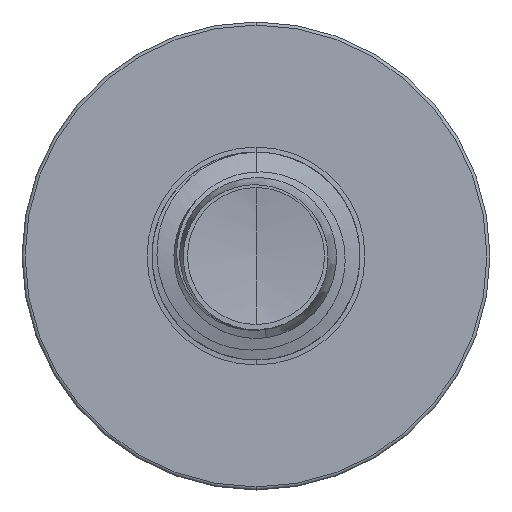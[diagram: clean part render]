
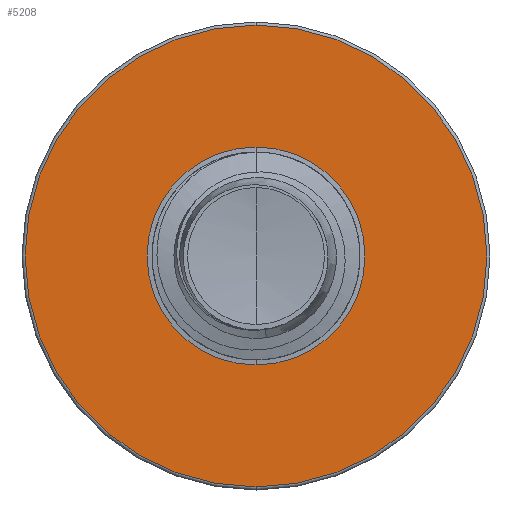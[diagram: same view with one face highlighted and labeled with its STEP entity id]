
A CAD part, front view. The second image highlights one B-rep face of the part: STEP entity #5208.
In plain terms, the highlighted planar face has unit normal (0, -1, 0).
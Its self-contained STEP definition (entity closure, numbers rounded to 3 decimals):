
#45 = DIRECTION ( 'NONE',  ( 0., 0., 1. ) ) ;
#64 = DIRECTION ( 'NONE',  ( 0., 1., 0. ) ) ;
#416 = ORIENTED_EDGE ( 'NONE', *, *, #15725, .F. ) ;
#655 = ORIENTED_EDGE ( 'NONE', *, *, #19306, .F. ) ;
#685 = EDGE_LOOP ( 'NONE', ( #922, #1967 ) ) ;
#922 = ORIENTED_EDGE ( 'NONE', *, *, #23384, .T. ) ;
#1359 = PLANE ( 'NONE',  #21529 ) ;
#1967 = ORIENTED_EDGE ( 'NONE', *, *, #13631, .T. ) ;
#3665 = DIRECTION ( 'NONE',  ( 0., 1., 0. ) ) ;
#5208 = ADVANCED_FACE ( 'NONE', ( #7595, #11352 ), #1359, .F. ) ;
#5312 = CARTESIAN_POINT ( 'NONE',  ( 0., 17.5, -4.192 ) ) ;
#6086 = AXIS2_PLACEMENT_3D ( 'NONE', #9566, #21001, #11398 ) ;
#6668 = VERTEX_POINT ( 'NONE', #8092 ) ;
#7595 = FACE_OUTER_BOUND ( 'NONE', #18368, .T. ) ;
#8092 = CARTESIAN_POINT ( 'NONE',  ( 0., 17.5, -8.88 ) ) ;
#8394 = CIRCLE ( 'NONE', #6086, 8.88 ) ;
#8623 = DIRECTION ( 'NONE',  ( 0., 1., 0. ) ) ;
#9566 = CARTESIAN_POINT ( 'NONE',  ( 0., 17.5, 0. ) ) ;
#9600 = CARTESIAN_POINT ( 'NONE',  ( 0., 17.5, 4.192 ) ) ;
#10229 = CARTESIAN_POINT ( 'NONE',  ( 0., 17.5, 0. ) ) ;
#11352 = FACE_BOUND ( 'NONE', #685, .T. ) ;
#11398 = DIRECTION ( 'NONE',  ( 0., 0., 1. ) ) ;
#11984 = DIRECTION ( 'NONE',  ( 0., 0., 1. ) ) ;
#12382 = AXIS2_PLACEMENT_3D ( 'NONE', #18588, #8623, #20173 ) ;
#12566 = CIRCLE ( 'NONE', #16786, 8.88 ) ;
#13373 = CIRCLE ( 'NONE', #18361, 4.192 ) ;
#13417 = CARTESIAN_POINT ( 'NONE',  ( 0., 17.5, 8.88 ) ) ;
#13580 = CIRCLE ( 'NONE', #12382, 4.192 ) ;
#13631 = EDGE_CURVE ( 'NONE', #21450, #14434, #13373, .T. ) ;
#14434 = VERTEX_POINT ( 'NONE', #9600 ) ;
#14729 = CARTESIAN_POINT ( 'NONE',  ( 0., 17.5, 0. ) ) ;
#15442 = CARTESIAN_POINT ( 'NONE',  ( 0., 17.5, -4.192 ) ) ;
#15725 = EDGE_CURVE ( 'NONE', #18373, #6668, #8394, .T. ) ;
#16283 = DIRECTION ( 'NONE',  ( 0., 0., 1. ) ) ;
#16786 = AXIS2_PLACEMENT_3D ( 'NONE', #10229, #21664, #11984 ) ;
#18361 = AXIS2_PLACEMENT_3D ( 'NONE', #14729, #3665, #16283 ) ;
#18368 = EDGE_LOOP ( 'NONE', ( #416, #655 ) ) ;
#18373 = VERTEX_POINT ( 'NONE', #13417 ) ;
#18588 = CARTESIAN_POINT ( 'NONE',  ( 0., 17.5, 0. ) ) ;
#19306 = EDGE_CURVE ( 'NONE', #6668, #18373, #12566, .T. ) ;
#20173 = DIRECTION ( 'NONE',  ( 0., 0., 1. ) ) ;
#21001 = DIRECTION ( 'NONE',  ( 0., 1., 0. ) ) ;
#21450 = VERTEX_POINT ( 'NONE', #15442 ) ;
#21529 = AXIS2_PLACEMENT_3D ( 'NONE', #5312, #64, #45 ) ;
#21664 = DIRECTION ( 'NONE',  ( 0., 1., 0. ) ) ;
#23384 = EDGE_CURVE ( 'NONE', #14434, #21450, #13580, .T. ) ;
